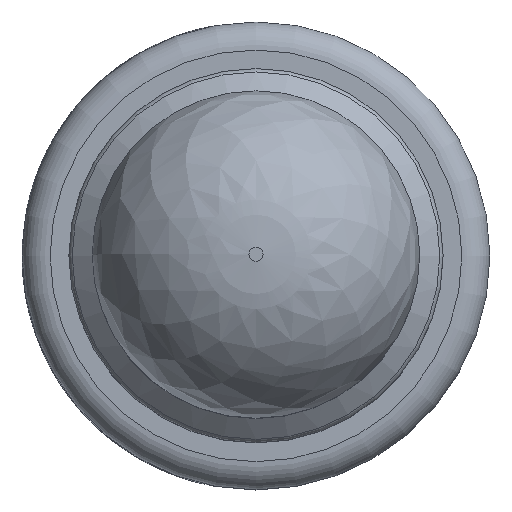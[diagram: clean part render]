
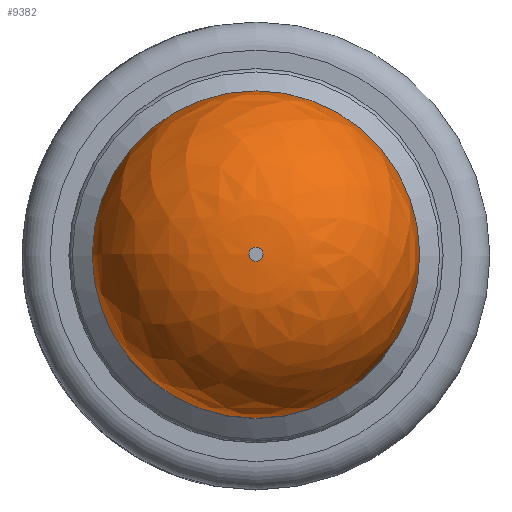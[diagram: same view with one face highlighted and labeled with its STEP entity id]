
A CAD part, top view. The second image highlights one B-rep face of the part: STEP entity #9382.
In plain terms, the highlighted free-form (B-spline) face has degree [3, 3] with [4, 19] control points.
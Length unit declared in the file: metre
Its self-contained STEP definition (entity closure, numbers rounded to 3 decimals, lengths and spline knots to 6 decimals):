
#232=B_SPLINE_SURFACE_WITH_KNOTS('',3,3,((#17495,#17496,#17497,#17498,#17499,
#17500,#17501,#17502,#17503,#17504,#17505,#17506,#17507,#17508,#17509,#17510,
#17511,#17512,#17513),(#17514,#17515,#17516,#17517,#17518,#17519,#17520,
#17521,#17522,#17523,#17524,#17525,#17526,#17527,#17528,#17529,#17530,#17531,
#17532),(#17533,#17534,#17535,#17536,#17537,#17538,#17539,#17540,#17541,
#17542,#17543,#17544,#17545,#17546,#17547,#17548,#17549,#17550,#17551),
(#17552,#17553,#17554,#17555,#17556,#17557,#17558,#17559,#17560,#17561,
#17562,#17563,#17564,#17565,#17566,#17567,#17568,#17569,#17570)),
 .UNSPECIFIED.,.F.,.T.,.F.,(4,4),(1,1,1,1,1,1,1,1,1,1,1,1,1,1,1,1,1,1,1,
1,1,1,1),(0.,1.),(-1.178097,-0.785398,-0.392699,
0.,0.392699,0.785398,1.178097,1.570796,
1.963495,2.356194,2.748894,3.141593,3.534292,
3.926991,4.31969,4.712389,5.105088,5.497787,
5.890486,6.283185,6.675884,7.068583,7.461283),
 .UNSPECIFIED.);
#4827=ORIENTED_EDGE('',*,*,#6300,.T.);
#4828=ORIENTED_EDGE('',*,*,#6301,.F.);
#6300=EDGE_CURVE('',#7262,#7262,#7502,.T.);
#6301=EDGE_CURVE('',#7263,#7263,#7503,.T.);
#7262=VERTEX_POINT('',#17494);
#7263=VERTEX_POINT('',#17572);
#7502=CIRCLE('',#9976,0.00075);
#7503=CIRCLE('',#9977,0.0175);
#8108=EDGE_LOOP('',(#4827));
#8109=EDGE_LOOP('',(#4828));
#8719=FACE_BOUND('',#8108,.T.);
#8720=FACE_BOUND('',#8109,.T.);
#9382=ADVANCED_FACE('',(#8719,#8720),#232,.T.);
#9976=AXIS2_PLACEMENT_3D('',#17493,#11648,#11649);
#9977=AXIS2_PLACEMENT_3D('',#17571,#11650,#11651);
#11648=DIRECTION('',(0.,0.,-1.));
#11649=DIRECTION('',(-1.,0.,0.));
#11650=DIRECTION('',(0.,0.,-1.));
#11651=DIRECTION('',(-1.,0.,0.));
#17493=CARTESIAN_POINT('',(0.,0.,0.109));
#17494=CARTESIAN_POINT('',(-0.00075,0.,0.109));
#17495=CARTESIAN_POINT('',(-0.016589,-0.006871,0.094));
#17496=CARTESIAN_POINT('',(-0.017956,0.,0.094));
#17497=CARTESIAN_POINT('',(-0.016589,0.006871,0.094));
#17498=CARTESIAN_POINT('',(-0.012697,0.012697,0.094));
#17499=CARTESIAN_POINT('',(-0.006871,0.016589,0.094));
#17500=CARTESIAN_POINT('',(0.,0.017956,0.094));
#17501=CARTESIAN_POINT('',(0.006871,0.016589,0.094));
#17502=CARTESIAN_POINT('',(0.012697,0.012697,0.094));
#17503=CARTESIAN_POINT('',(0.016589,0.006871,0.094));
#17504=CARTESIAN_POINT('',(0.017956,0.,0.094));
#17505=CARTESIAN_POINT('',(0.016589,-0.006871,0.094));
#17506=CARTESIAN_POINT('',(0.012697,-0.012697,0.094));
#17507=CARTESIAN_POINT('',(0.006871,-0.016589,0.094));
#17508=CARTESIAN_POINT('',(0.,-0.017956,0.094));
#17509=CARTESIAN_POINT('',(-0.006871,-0.016589,0.094));
#17510=CARTESIAN_POINT('',(-0.012697,-0.012697,0.094));
#17511=CARTESIAN_POINT('',(-0.016589,-0.006871,0.094));
#17512=CARTESIAN_POINT('',(-0.017956,0.,0.094));
#17513=CARTESIAN_POINT('',(-0.016589,0.006871,0.094));
#17514=CARTESIAN_POINT('',(-0.016776,-0.006949,0.099953));
#17515=CARTESIAN_POINT('',(-0.018158,0.,0.099953));
#17516=CARTESIAN_POINT('',(-0.016776,0.006949,0.099953));
#17517=CARTESIAN_POINT('',(-0.01284,0.01284,0.099953));
#17518=CARTESIAN_POINT('',(-0.006949,0.016776,0.099953));
#17519=CARTESIAN_POINT('',(0.,0.018158,0.099953));
#17520=CARTESIAN_POINT('',(0.006949,0.016776,0.099953));
#17521=CARTESIAN_POINT('',(0.01284,0.01284,0.099953));
#17522=CARTESIAN_POINT('',(0.016776,0.006949,0.099953));
#17523=CARTESIAN_POINT('',(0.018158,0.,0.099953));
#17524=CARTESIAN_POINT('',(0.016776,-0.006949,0.099953));
#17525=CARTESIAN_POINT('',(0.01284,-0.01284,0.099953));
#17526=CARTESIAN_POINT('',(0.006949,-0.016776,0.099953));
#17527=CARTESIAN_POINT('',(0.,-0.018158,0.099953));
#17528=CARTESIAN_POINT('',(-0.006949,-0.016776,0.099953));
#17529=CARTESIAN_POINT('',(-0.01284,-0.01284,0.099953));
#17530=CARTESIAN_POINT('',(-0.016776,-0.006949,0.099953));
#17531=CARTESIAN_POINT('',(-0.018158,0.,0.099953));
#17532=CARTESIAN_POINT('',(-0.016776,0.006949,0.099953));
#17533=CARTESIAN_POINT('',(-0.011161,-0.004623,0.109111));
#17534=CARTESIAN_POINT('',(-0.012081,0.,0.109111));
#17535=CARTESIAN_POINT('',(-0.011161,0.004623,0.109111));
#17536=CARTESIAN_POINT('',(-0.008542,0.008542,0.109111));
#17537=CARTESIAN_POINT('',(-0.004623,0.011161,0.109111));
#17538=CARTESIAN_POINT('',(0.,0.012081,0.109111));
#17539=CARTESIAN_POINT('',(0.004623,0.011161,0.109111));
#17540=CARTESIAN_POINT('',(0.008542,0.008542,0.109111));
#17541=CARTESIAN_POINT('',(0.011161,0.004623,0.109111));
#17542=CARTESIAN_POINT('',(0.012081,0.,0.109111));
#17543=CARTESIAN_POINT('',(0.011161,-0.004623,0.109111));
#17544=CARTESIAN_POINT('',(0.008542,-0.008542,0.109111));
#17545=CARTESIAN_POINT('',(0.004623,-0.011161,0.109111));
#17546=CARTESIAN_POINT('',(0.,-0.012081,0.109111));
#17547=CARTESIAN_POINT('',(-0.004623,-0.011161,0.109111));
#17548=CARTESIAN_POINT('',(-0.008542,-0.008542,0.109111));
#17549=CARTESIAN_POINT('',(-0.011161,-0.004623,0.109111));
#17550=CARTESIAN_POINT('',(-0.012081,0.,0.109111));
#17551=CARTESIAN_POINT('',(-0.011161,0.004623,0.109111));
#17552=CARTESIAN_POINT('',(-0.000711,-0.000294,
0.109));
#17553=CARTESIAN_POINT('',(-0.00077,0.,
0.109));
#17554=CARTESIAN_POINT('',(-0.000711,0.000294,0.109));
#17555=CARTESIAN_POINT('',(-0.000544,0.000544,0.109));
#17556=CARTESIAN_POINT('',(-0.000294,0.000711,0.109));
#17557=CARTESIAN_POINT('',(0.,0.00077,0.109));
#17558=CARTESIAN_POINT('',(0.000294,0.000711,0.109));
#17559=CARTESIAN_POINT('',(0.000544,0.000544,0.109));
#17560=CARTESIAN_POINT('',(0.000711,0.000294,0.109));
#17561=CARTESIAN_POINT('',(0.00077,0.,0.109));
#17562=CARTESIAN_POINT('',(0.000711,-0.000294,0.109));
#17563=CARTESIAN_POINT('',(0.000544,-0.000544,0.109));
#17564=CARTESIAN_POINT('',(0.000294,-0.000711,0.109));
#17565=CARTESIAN_POINT('',(0.,-0.00077,0.109));
#17566=CARTESIAN_POINT('',(-0.000294,-0.000711,
0.109));
#17567=CARTESIAN_POINT('',(-0.000544,-0.000544,
0.109));
#17568=CARTESIAN_POINT('',(-0.000711,-0.000294,
0.109));
#17569=CARTESIAN_POINT('',(-0.00077,0.,
0.109));
#17570=CARTESIAN_POINT('',(-0.000711,0.000294,0.109));
#17571=CARTESIAN_POINT('',(0.,0.,0.094));
#17572=CARTESIAN_POINT('',(-0.0175,0.,0.094));
